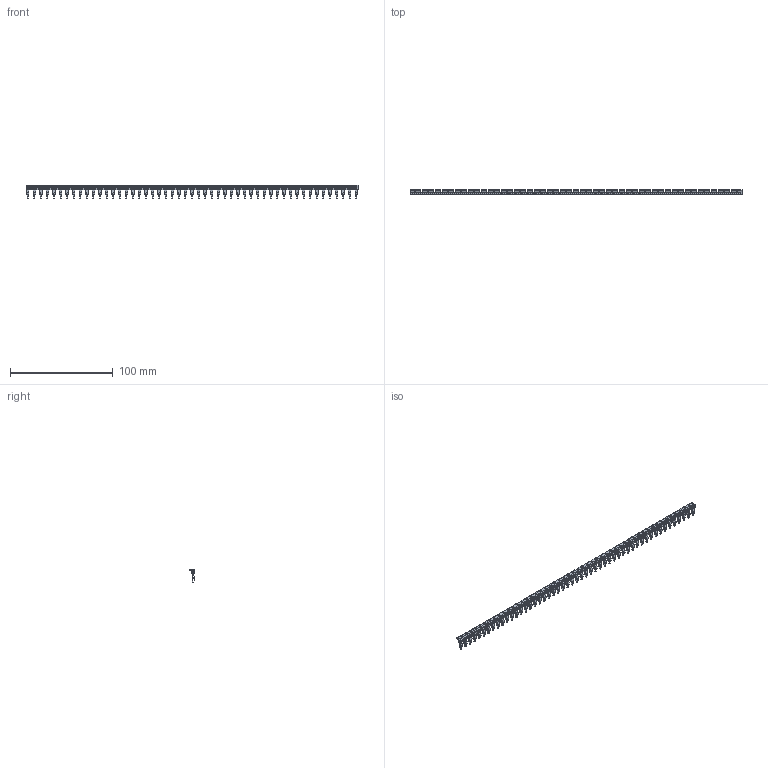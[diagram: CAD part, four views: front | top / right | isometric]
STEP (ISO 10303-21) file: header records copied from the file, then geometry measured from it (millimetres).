
FILE_DESCRIPTION(('CATIA V5 STEP Exchange','CAx-IF Rec.Pracs.--- Model Styling and Organization---1.4--- 2014-01-23'),'2;1');
FILE_NAME ('D1362843_2', '2019-02-12T13:54:53+00:00', ('none'), ('Weidmueller'), 'CATIA Version 5-6 Release 2016 SP3 HF44', 'CATIA V5 STEP AP214', 'none');
FILE_SCHEMA(('AUTOMOTIVE_DESIGN { 1 0 10303 214 1 1 1 1 }'));
Products named in the file (1): 2556370000
Bounding box: 323.4 x 4.78 x 13 mm (x, y, z)
Volume: 3435.8 mm3; surface area: 13281.3 mm2
Topology: 2 solids, 2 shells, 4699 faces, 14570 edges, 9876 vertices
Faces by surface type: plane 2758, cylinder 1941
Entity records: 161127 total; most frequent: CARTESIAN_POINT 35088, ORIENTED_EDGE 29140, DIRECTION 19520, EDGE_CURVE 14570, VERTEX_POINT 9876, VECTOR 9217, LINE 9217, AXIS2_PLACEMENT_3D 6604
